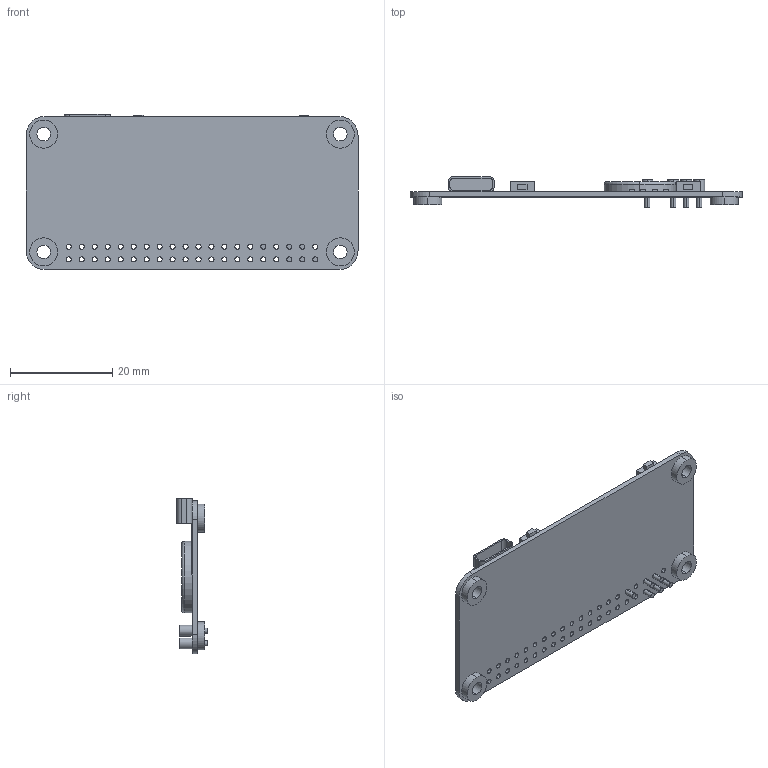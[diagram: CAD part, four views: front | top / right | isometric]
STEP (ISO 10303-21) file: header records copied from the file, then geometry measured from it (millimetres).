
FILE_DESCRIPTION (( 'STEP AP214' ), '1' );
FILE_NAME ('pisugar3Board.STEP', '2025-03-03T00:02:35', ( '' ), ( '' ), 'SwSTEP 2.0', 'SolidWorks 2024', '' );
FILE_SCHEMA (( 'AUTOMOTIVE_DESIGN' ));
Length unit declared in the file: millimetre
Products named in the file (1): pisugar3Board
Bounding box: 65 x 6 x 30.4 mm (x, y, z)
Volume: 2469.2 mm3; surface area: 4727.7 mm2
Topology: 1 solids, 1 shells, 198 faces, 506 edges, 336 vertices
Faces by surface type: cylinder 122, plane 74, torus 2
Entity records: 6281 total; most frequent: DIRECTION 1152, CARTESIAN_POINT 1041, ORIENTED_EDGE 1012, EDGE_CURVE 506, AXIS2_PLACEMENT_3D 447, VERTEX_POINT 336, EDGE_LOOP 300, VECTOR 258
